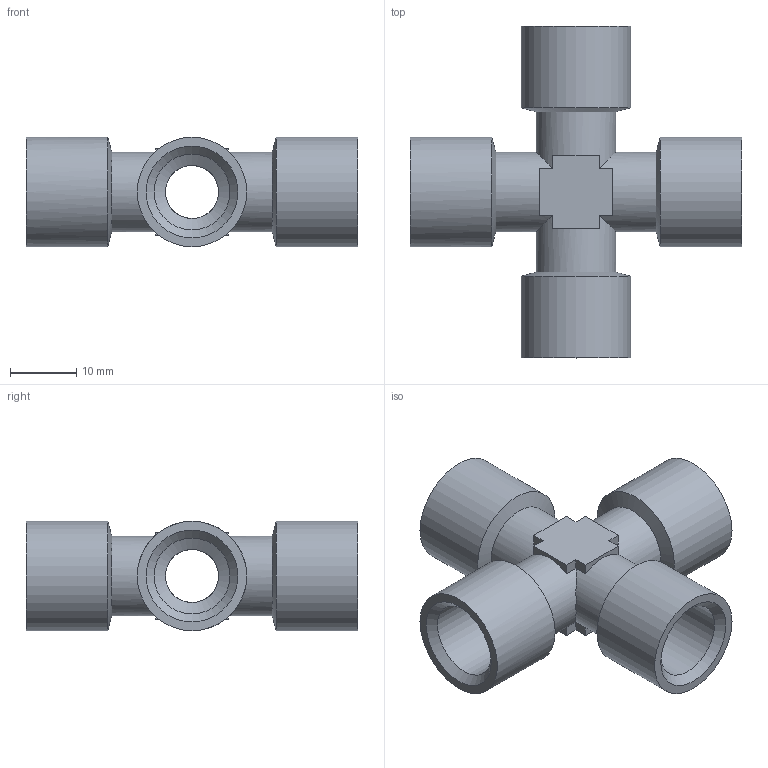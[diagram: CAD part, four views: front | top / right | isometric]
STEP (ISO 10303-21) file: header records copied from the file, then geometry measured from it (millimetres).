
FILE_DESCRIPTION (( 'STEP AP214' ), '1' );
FILE_NAME ('0602000010300A.STEP', '2013-08-08T05:52:10', ( 'ST01' ), ( '' ), 'SwSTEP 2.0', 'SolidWorks 2012', '' );
FILE_SCHEMA (( 'AUTOMOTIVE_DESIGN' ));
Length unit declared in the file: millimetre
Products named in the file (1): 0602000010300A
Bounding box: 50 x 50 x 16.5 mm (x, y, z)
Volume: 8185.1 mm3; surface area: 7532.3 mm2
Topology: 1 solids, 1 shells, 58 faces, 151 edges, 93 vertices
Faces by surface type: plane 30, cylinder 16, cone 12
Full cylindrical faces by diameter (mm): 8 x4, 11.445 x4, 12 x4, 16.5 x4
Entity records: 1524 total; most frequent: CARTESIAN_POINT 275, DIRECTION 254, ORIENTED_EDGE 216, EDGE_CURVE 108, AXIS2_PLACEMENT_3D 95, EDGE_LOOP 90, VERTEX_POINT 78, FACE_OUTER_BOUND 74
